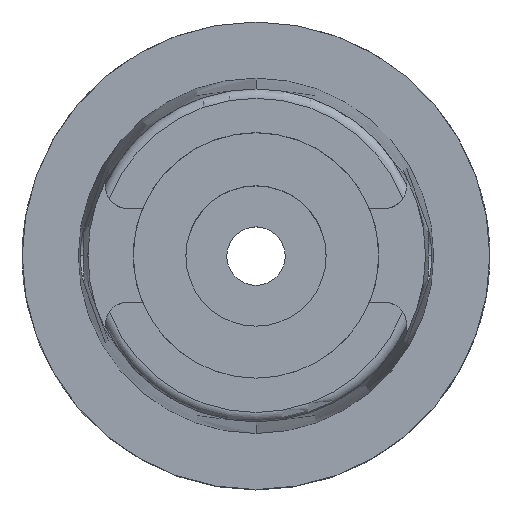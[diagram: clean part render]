
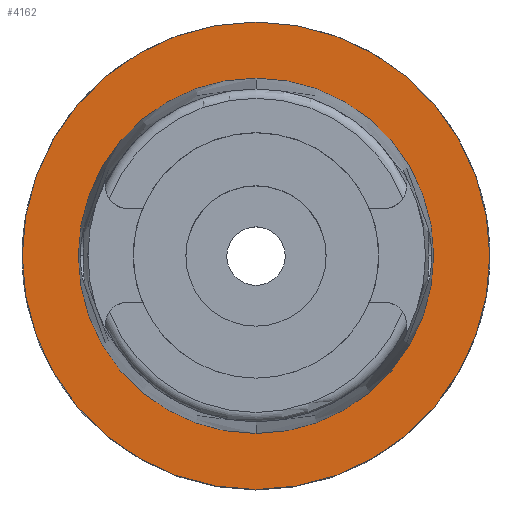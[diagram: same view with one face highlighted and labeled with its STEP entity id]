
A CAD part, top view. The second image highlights one B-rep face of the part: STEP entity #4162.
In plain terms, the highlighted planar face has unit normal (0, 0, 1).
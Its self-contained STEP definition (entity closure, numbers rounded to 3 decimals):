
#2163=CARTESIAN_POINT('',(0.,0.,0.));
#2164=DIRECTION('',(0.,0.,-1.));
#2165=DIRECTION('',(0.,-1.,0.));
#2166=AXIS2_PLACEMENT_3D('',#2163,#2164,#2165);
#2171=CARTESIAN_POINT('',(0.,0.,0.));
#2172=DIRECTION('',(0.,0.,-1.));
#2173=DIRECTION('',(0.,1.,0.));
#2174=AXIS2_PLACEMENT_3D('',#2171,#2172,#2173);
#2179=CARTESIAN_POINT('',(0.,0.,0.));
#2180=DIRECTION('',(0.,0.,1.));
#2181=DIRECTION('',(0.,-1.,0.));
#2182=AXIS2_PLACEMENT_3D('',#2179,#2180,#2181);
#2187=CARTESIAN_POINT('',(0.,0.,0.));
#2188=DIRECTION('',(0.,0.,1.));
#2189=DIRECTION('',(0.,1.,0.));
#2190=AXIS2_PLACEMENT_3D('',#2187,#2188,#2189);
#2369=CARTESIAN_POINT('',(0.,-15.2,0.));
#2370=VERTEX_POINT('',#2369);
#2371=CARTESIAN_POINT('',(0.,15.2,0.));
#2372=VERTEX_POINT('',#2371);
#2623=CARTESIAN_POINT('',(0.,20.,0.));
#2624=VERTEX_POINT('',#2623);
#2625=CARTESIAN_POINT('',(0.,-20.,0.));
#2626=VERTEX_POINT('',#2625);
#4149=CARTESIAN_POINT('',(0.,0.,0.));
#4150=DIRECTION('',(0.,0.,1.));
#4151=DIRECTION('',(0.,1.,0.));
#4152=AXIS2_PLACEMENT_3D('',#4149,#4150,#4151);
#4153=PLANE('',#4152);
#4154=ORIENTED_EDGE('',*,*,#3761,.T.);
#4155=ORIENTED_EDGE('',*,*,#3904,.T.);
#4156=EDGE_LOOP('',(#4154,#4155));
#4157=FACE_OUTER_BOUND('',#4156,.F.);
#4158=ORIENTED_EDGE('',*,*,#2849,.T.);
#4159=ORIENTED_EDGE('',*,*,#2818,.T.);
#4160=EDGE_LOOP('',(#4158,#4159));
#4161=FACE_BOUND('',#4160,.F.);
#2167=CIRCLE('',#2166,20.);
#2175=CIRCLE('',#2174,20.);
#2183=CIRCLE('',#2182,15.2);
#2191=CIRCLE('',#2190,15.2);
#2818=EDGE_CURVE('',#2372,#2370,#2191,.T.);
#2849=EDGE_CURVE('',#2370,#2372,#2183,.T.);
#3761=EDGE_CURVE('',#2626,#2624,#2167,.T.);
#3904=EDGE_CURVE('',#2624,#2626,#2175,.T.);
#4162=ADVANCED_FACE('',(#4157,#4161),#4153,.T.);
